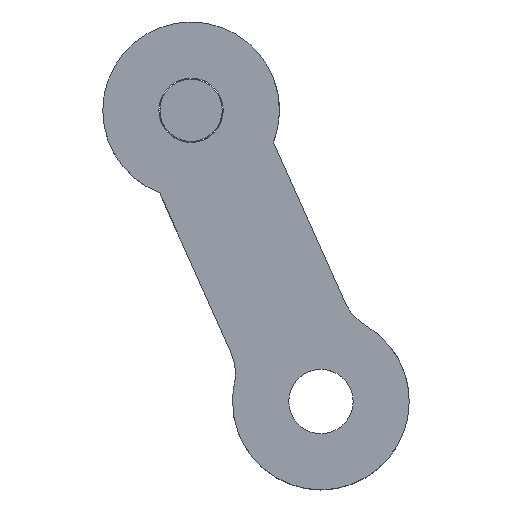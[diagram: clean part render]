
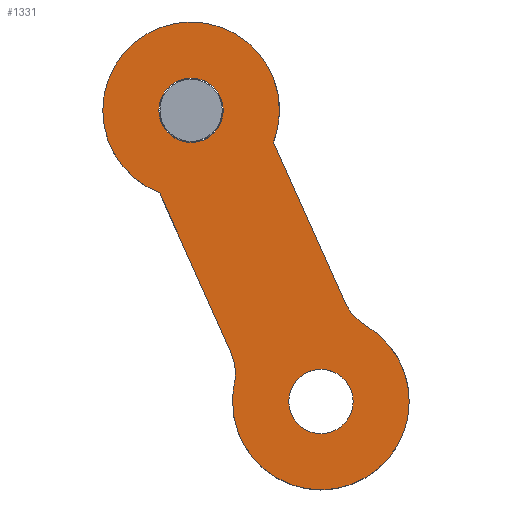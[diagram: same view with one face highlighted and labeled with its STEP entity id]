
A CAD part, top view. The second image highlights one B-rep face of the part: STEP entity #1331.
In plain terms, the highlighted planar face has unit normal (0, 0, 1).
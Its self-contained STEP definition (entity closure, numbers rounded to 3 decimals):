
#8 = DIRECTION ( 'NONE',  ( 0., 0., 1. ) ) ;
#47 = DIRECTION ( 'NONE',  ( 0., 0., -1. ) ) ;
#49 = CARTESIAN_POINT ( 'NONE',  ( -1.097, 1.885, 41.5 ) ) ;
#59 = CARTESIAN_POINT ( 'NONE',  ( -1.097, 1.885, 41.5 ) ) ;
#76 = DIRECTION ( 'NONE',  ( 1., 0., 0. ) ) ;
#84 = LINE ( 'NONE', #776, #1429 ) ;
#89 = ORIENTED_EDGE ( 'NONE', *, *, #904, .T. ) ;
#126 = DIRECTION ( 'NONE',  ( 1., 0., 0. ) ) ;
#127 = ORIENTED_EDGE ( 'NONE', *, *, #1359, .T. ) ;
#147 = CARTESIAN_POINT ( 'NONE',  ( -5.097, 29.925, 41.5 ) ) ;
#167 = DIRECTION ( 'NONE',  ( 0., 0., 1. ) ) ;
#170 = AXIS2_PLACEMENT_3D ( 'NONE', #59, #297, #545 ) ;
#186 = EDGE_CURVE ( 'NONE', #697, #1135, #479, .T. ) ;
#189 = CARTESIAN_POINT ( 'NONE',  ( -14.331, 4.555, 41.5 ) ) ;
#203 = CARTESIAN_POINT ( 'NONE',  ( -9.331, 4.555, 41.5 ) ) ;
#205 = EDGE_CURVE ( 'NONE', #959, #605, #1267, .T. ) ;
#212 = VERTEX_POINT ( 'NONE', #901 ) ;
#213 = VERTEX_POINT ( 'NONE', #1023 ) ;
#243 = VERTEX_POINT ( 'NONE', #1230 ) ;
#265 = CARTESIAN_POINT ( 'NONE',  ( -1.097, 1.885, 41.5 ) ) ;
#271 = EDGE_LOOP ( 'NONE', ( #1407, #319, #823, #89, #1153, #127, #922, #1294, #718, #1459, #451 ) ) ;
#273 = CIRCLE ( 'NONE', #717, 3.1 ) ;
#297 = DIRECTION ( 'NONE',  ( 0., 0., 1. ) ) ;
#319 = ORIENTED_EDGE ( 'NONE', *, *, #600, .T. ) ;
#329 = VERTEX_POINT ( 'NONE', #1237 ) ;
#343 = DIRECTION ( 'NONE',  ( 0.407, -0.913, 0. ) ) ;
#360 = CARTESIAN_POINT ( 'NONE',  ( -14.331, 4.555, 41.5 ) ) ;
#362 = ORIENTED_EDGE ( 'NONE', *, *, #1477, .F. ) ;
#388 = CARTESIAN_POINT ( 'NONE',  ( -16.697, 29.925, 41.5 ) ) ;
#396 = DIRECTION ( 'NONE',  ( 1., 0., 0. ) ) ;
#409 = DIRECTION ( 'NONE',  ( 1., 0., 0. ) ) ;
#412 = DIRECTION ( 'NONE',  ( 1., 0., 0. ) ) ;
#420 = CARTESIAN_POINT ( 'NONE',  ( -5.666, 26.869, 41.5 ) ) ;
#442 = DIRECTION ( 'NONE',  ( 0., 0., -1. ) ) ;
#451 = ORIENTED_EDGE ( 'NONE', *, *, #205, .T. ) ;
#475 = ORIENTED_EDGE ( 'NONE', *, *, #1490, .T. ) ;
#479 = CIRCLE ( 'NONE', #1328, 5. ) ;
#513 = EDGE_CURVE ( 'NONE', #1135, #329, #1012, .T. ) ;
#540 = DIRECTION ( 'NONE',  ( 0., 0., 1. ) ) ;
#545 = DIRECTION ( 'NONE',  ( 1., 0., 0. ) ) ;
#556 = DIRECTION ( 'NONE',  ( 1., 0., 0. ) ) ;
#557 = AXIS2_PLACEMENT_3D ( 'NONE', #591, #8, #617 ) ;
#558 = AXIS2_PLACEMENT_3D ( 'NONE', #1456, #540, #1003 ) ;
#559 = DIRECTION ( 'NONE',  ( 0., 0., -1. ) ) ;
#567 = CIRCLE ( 'NONE', #1420, 5. ) ;
#570 = VERTEX_POINT ( 'NONE', #1106 ) ;
#591 = CARTESIAN_POINT ( 'NONE',  ( -1.097, 1.885, 41.5 ) ) ;
#600 = EDGE_CURVE ( 'NONE', #1463, #1241, #1177, .T. ) ;
#605 = VERTEX_POINT ( 'NONE', #1446 ) ;
#606 = EDGE_CURVE ( 'NONE', #951, #959, #843, .T. ) ;
#617 = DIRECTION ( 'NONE',  ( 1., 0., 0. ) ) ;
#622 = PLANE ( 'NONE',  #1486 ) ;
#662 = CARTESIAN_POINT ( 'NONE',  ( -13.597, 29.925, 41.5 ) ) ;
#672 = DIRECTION ( 'NONE',  ( 1., 0., 0. ) ) ;
#697 = VERTEX_POINT ( 'NONE', #203 ) ;
#706 = CARTESIAN_POINT ( 'NONE',  ( 3.222, 9.206, 41.5 ) ) ;
#715 = DIRECTION ( 'NONE',  ( 0., 0., 1. ) ) ;
#717 = AXIS2_PLACEMENT_3D ( 'NONE', #862, #47, #747 ) ;
#718 = ORIENTED_EDGE ( 'NONE', *, *, #1442, .T. ) ;
#724 = CARTESIAN_POINT ( 'NONE',  ( -9.764, 6.591, 41.5 ) ) ;
#736 = CARTESIAN_POINT ( 'NONE',  ( -13.597, 29.925, 41.5 ) ) ;
#739 = DIRECTION ( 'NONE',  ( 0., 0., 1. ) ) ;
#741 = FACE_OUTER_BOUND ( 'NONE', #271, .T. ) ;
#747 = DIRECTION ( 'NONE',  ( 1., 0., 0. ) ) ;
#755 = AXIS2_PLACEMENT_3D ( 'NONE', #49, #1210, #396 ) ;
#776 = CARTESIAN_POINT ( 'NONE',  ( -19.077, 27.482, 41.5 ) ) ;
#809 = AXIS2_PLACEMENT_3D ( 'NONE', #1014, #442, #672 ) ;
#814 = CARTESIAN_POINT ( 'NONE',  ( -13.597, 29.925, 41.5 ) ) ;
#823 = ORIENTED_EDGE ( 'NONE', *, *, #1224, .T. ) ;
#831 = CIRCLE ( 'NONE', #1138, 8.5 ) ;
#838 = EDGE_CURVE ( 'NONE', #213, #1389, #84, .T. ) ;
#843 = CIRCLE ( 'NONE', #170, 8.5 ) ;
#852 = VERTEX_POINT ( 'NONE', #1480 ) ;
#857 = DIRECTION ( 'NONE',  ( 0., 0., -1. ) ) ;
#862 = CARTESIAN_POINT ( 'NONE',  ( -13.597, 29.925, 41.5 ) ) ;
#892 = DIRECTION ( 'NONE',  ( 0., 0., 1. ) ) ;
#901 = CARTESIAN_POINT ( 'NONE',  ( -4.197, 1.885, 41.5 ) ) ;
#904 = EDGE_CURVE ( 'NONE', #243, #213, #831, .T. ) ;
#909 = AXIS2_PLACEMENT_3D ( 'NONE', #1343, #167, #409 ) ;
#922 = ORIENTED_EDGE ( 'NONE', *, *, #186, .T. ) ;
#941 = ORIENTED_EDGE ( 'NONE', *, *, #982, .F. ) ;
#946 = DIRECTION ( 'NONE',  ( -0.407, 0.913, 0. ) ) ;
#951 = VERTEX_POINT ( 'NONE', #1080 ) ;
#958 = EDGE_CURVE ( 'NONE', #605, #1463, #1181, .T. ) ;
#959 = VERTEX_POINT ( 'NONE', #706 ) ;
#968 = CARTESIAN_POINT ( 'NONE',  ( -8.117, 32.368, 41.5 ) ) ;
#982 = EDGE_CURVE ( 'NONE', #852, #212, #1312, .T. ) ;
#996 = DIRECTION ( 'NONE',  ( 0., 0., -1. ) ) ;
#1003 = DIRECTION ( 'NONE',  ( 1., 0., 0. ) ) ;
#1012 = CIRCLE ( 'NONE', #1404, 8.5 ) ;
#1014 = CARTESIAN_POINT ( 'NONE',  ( 5.763, 13.512, 41.5 ) ) ;
#1023 = CARTESIAN_POINT ( 'NONE',  ( -16.626, 21.983, 41.5 ) ) ;
#1041 = VERTEX_POINT ( 'NONE', #388 ) ;
#1066 = EDGE_CURVE ( 'NONE', #1041, #570, #273, .T. ) ;
#1080 = CARTESIAN_POINT ( 'NONE',  ( 7.403, 1.885, 41.5 ) ) ;
#1091 = DIRECTION ( 'NONE',  ( 1., 0., 0. ) ) ;
#1101 = CARTESIAN_POINT ( 'NONE',  ( -13.597, 29.925, 41.5 ) ) ;
#1102 = DIRECTION ( 'NONE',  ( 1., 0., 0. ) ) ;
#1106 = CARTESIAN_POINT ( 'NONE',  ( -10.497, 29.925, 41.5 ) ) ;
#1113 = CIRCLE ( 'NONE', #1265, 3.1 ) ;
#1119 = CIRCLE ( 'NONE', #909, 8.5 ) ;
#1135 = VERTEX_POINT ( 'NONE', #1231 ) ;
#1138 = AXIS2_PLACEMENT_3D ( 'NONE', #814, #892, #556 ) ;
#1153 = ORIENTED_EDGE ( 'NONE', *, *, #838, .T. ) ;
#1176 = EDGE_LOOP ( 'NONE', ( #362, #941 ) ) ;
#1177 = CIRCLE ( 'NONE', #1441, 8.5 ) ;
#1181 = LINE ( 'NONE', #968, #1213 ) ;
#1191 = CIRCLE ( 'NONE', #755, 3.1 ) ;
#1200 = DIRECTION ( 'NONE',  ( 1., 0., 0. ) ) ;
#1202 = FACE_BOUND ( 'NONE', #1176, .T. ) ;
#1210 = DIRECTION ( 'NONE',  ( 0., 0., 1. ) ) ;
#1213 = VECTOR ( 'NONE', #946, 1000. ) ;
#1224 = EDGE_CURVE ( 'NONE', #1241, #243, #1119, .T. ) ;
#1230 = CARTESIAN_POINT ( 'NONE',  ( -22.097, 29.925, 41.5 ) ) ;
#1231 = CARTESIAN_POINT ( 'NONE',  ( -9.429, 3.566, 41.5 ) ) ;
#1237 = CARTESIAN_POINT ( 'NONE',  ( -9.597, 1.885, 41.5 ) ) ;
#1241 = VERTEX_POINT ( 'NONE', #147 ) ;
#1265 = AXIS2_PLACEMENT_3D ( 'NONE', #662, #996, #1102 ) ;
#1267 = CIRCLE ( 'NONE', #809, 5. ) ;
#1272 = EDGE_LOOP ( 'NONE', ( #1483, #475 ) ) ;
#1290 = FACE_BOUND ( 'NONE', #1272, .T. ) ;
#1294 = ORIENTED_EDGE ( 'NONE', *, *, #513, .T. ) ;
#1312 = CIRCLE ( 'NONE', #557, 3.1 ) ;
#1328 = AXIS2_PLACEMENT_3D ( 'NONE', #189, #559, #76 ) ;
#1331 = ADVANCED_FACE ( 'NONE', ( #1290, #741, #1202 ), #622, .T. ) ;
#1340 = DIRECTION ( 'NONE',  ( 0., 0., 1. ) ) ;
#1343 = CARTESIAN_POINT ( 'NONE',  ( -13.597, 29.925, 41.5 ) ) ;
#1359 = EDGE_CURVE ( 'NONE', #1389, #697, #567, .T. ) ;
#1385 = CIRCLE ( 'NONE', #558, 8.5 ) ;
#1389 = VERTEX_POINT ( 'NONE', #724 ) ;
#1404 = AXIS2_PLACEMENT_3D ( 'NONE', #265, #739, #1200 ) ;
#1407 = ORIENTED_EDGE ( 'NONE', *, *, #958, .T. ) ;
#1420 = AXIS2_PLACEMENT_3D ( 'NONE', #360, #857, #126 ) ;
#1429 = VECTOR ( 'NONE', #343, 1000. ) ;
#1441 = AXIS2_PLACEMENT_3D ( 'NONE', #1101, #1340, #412 ) ;
#1442 = EDGE_CURVE ( 'NONE', #329, #951, #1385, .T. ) ;
#1446 = CARTESIAN_POINT ( 'NONE',  ( 1.196, 11.477, 41.5 ) ) ;
#1456 = CARTESIAN_POINT ( 'NONE',  ( -1.097, 1.885, 41.5 ) ) ;
#1459 = ORIENTED_EDGE ( 'NONE', *, *, #606, .T. ) ;
#1463 = VERTEX_POINT ( 'NONE', #420 ) ;
#1477 = EDGE_CURVE ( 'NONE', #212, #852, #1191, .T. ) ;
#1480 = CARTESIAN_POINT ( 'NONE',  ( 2.003, 1.885, 41.5 ) ) ;
#1483 = ORIENTED_EDGE ( 'NONE', *, *, #1066, .T. ) ;
#1486 = AXIS2_PLACEMENT_3D ( 'NONE', #736, #715, #1091 ) ;
#1490 = EDGE_CURVE ( 'NONE', #570, #1041, #1113, .T. ) ;
